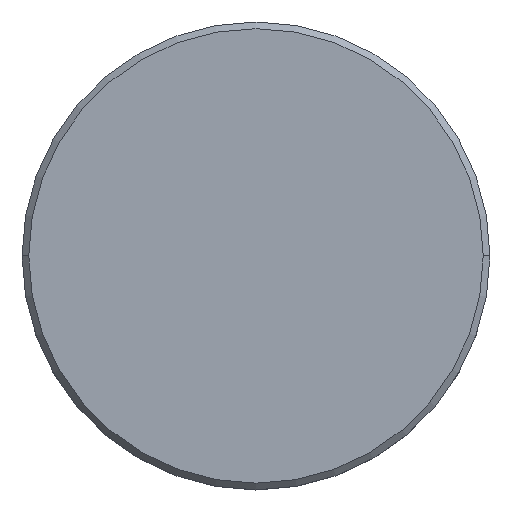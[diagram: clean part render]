
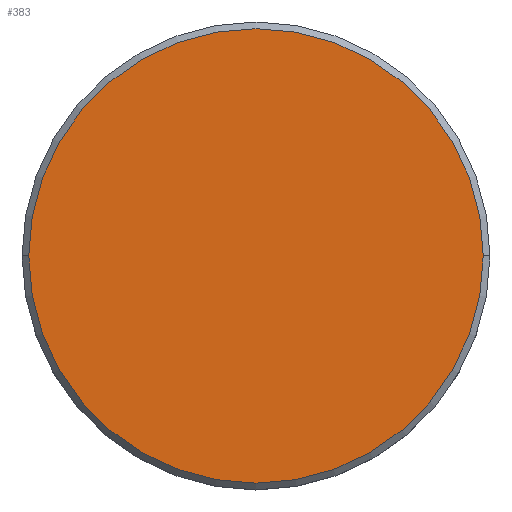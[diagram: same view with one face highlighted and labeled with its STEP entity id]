
A CAD part, top view. The second image highlights one B-rep face of the part: STEP entity #383.
In plain terms, the highlighted planar face has unit normal (0, 0, 1).
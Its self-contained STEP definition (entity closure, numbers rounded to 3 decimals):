
#8 = CARTESIAN_POINT ( 'NONE',  ( -17., 0., 0. ) ) ;
#28 = EDGE_LOOP ( 'NONE', ( #553, #565 ) ) ;
#33 = EDGE_CURVE ( 'NONE', #80, #36, #140, .T. ) ;
#36 = VERTEX_POINT ( 'NONE', #343 ) ;
#57 = DIRECTION ( 'NONE',  ( 0., 0., 1. ) ) ;
#80 = VERTEX_POINT ( 'NONE', #8 ) ;
#96 = DIRECTION ( 'NONE',  ( 1., 0., 0. ) ) ;
#127 = AXIS2_PLACEMENT_3D ( 'NONE', #134, #453, #361 ) ;
#134 = CARTESIAN_POINT ( 'NONE',  ( 0., 0., 0. ) ) ;
#140 = CIRCLE ( 'NONE', #478, 17. ) ;
#189 = CIRCLE ( 'NONE', #579, 17. ) ;
#224 = CARTESIAN_POINT ( 'NONE',  ( 0., 0., 0. ) ) ;
#343 = CARTESIAN_POINT ( 'NONE',  ( 17., 0., 0. ) ) ;
#361 = DIRECTION ( 'NONE',  ( 1., 0., 0. ) ) ;
#365 = DIRECTION ( 'NONE',  ( 0., 0., 1. ) ) ;
#383 = ADVANCED_FACE ( 'NONE', ( #462 ), #457, .T. ) ;
#409 = DIRECTION ( 'NONE',  ( 1., 0., 0. ) ) ;
#410 = EDGE_CURVE ( 'NONE', #36, #80, #189, .T. ) ;
#453 = DIRECTION ( 'NONE',  ( 0., 0., 1. ) ) ;
#457 = PLANE ( 'NONE',  #127 ) ;
#462 = FACE_OUTER_BOUND ( 'NONE', #28, .T. ) ;
#478 = AXIS2_PLACEMENT_3D ( 'NONE', #522, #57, #96 ) ;
#522 = CARTESIAN_POINT ( 'NONE',  ( 0., 0., 0. ) ) ;
#553 = ORIENTED_EDGE ( 'NONE', *, *, #33, .T. ) ;
#565 = ORIENTED_EDGE ( 'NONE', *, *, #410, .T. ) ;
#579 = AXIS2_PLACEMENT_3D ( 'NONE', #224, #365, #409 ) ;
